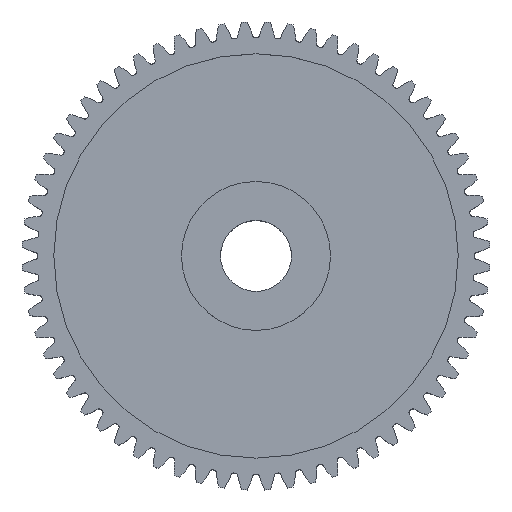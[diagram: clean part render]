
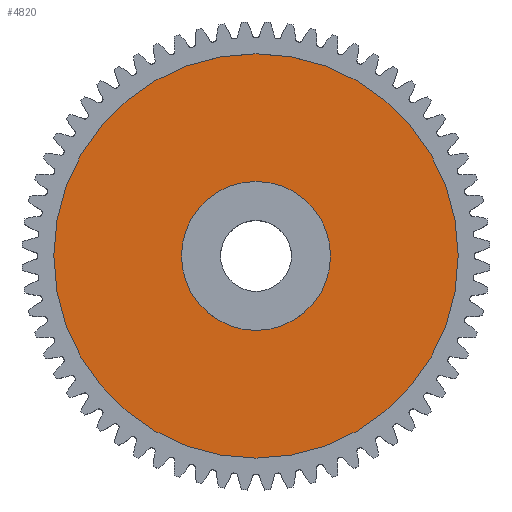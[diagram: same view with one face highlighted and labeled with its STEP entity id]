
A CAD part, top view. The second image highlights one B-rep face of the part: STEP entity #4820.
In plain terms, the highlighted planar face has unit normal (0, 0, 1).
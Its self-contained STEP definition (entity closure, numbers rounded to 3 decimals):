
#160 = ORIENTED_EDGE ( 'NONE', *, *, #5226, .F. ) ;
#4819 = EDGE_LOOP ( 'NONE', ( #5090, #5100 ) ) ;
#4820 = ADVANCED_FACE ( 'NONE', ( #13520, #13527 ), #13528, .F. ) ;
#5082 = VERTEX_POINT ( 'NONE', #14129 ) ;
#5090 = ORIENTED_EDGE ( 'NONE', *, *, #5272, .T. ) ;
#5096 = EDGE_CURVE ( 'NONE', #5223, #5082, #13995, .T. ) ;
#5097 = EDGE_LOOP ( 'NONE', ( #5106, #160 ) ) ;
#5100 = ORIENTED_EDGE ( 'NONE', *, *, #5102, .T. ) ;
#5102 = EDGE_CURVE ( 'NONE', #5117, #5260, #13986, .T. ) ;
#5106 = ORIENTED_EDGE ( 'NONE', *, *, #5096, .F. ) ;
#5117 = VERTEX_POINT ( 'NONE', #14040 ) ;
#5223 = VERTEX_POINT ( 'NONE', #14333 ) ;
#5226 = EDGE_CURVE ( 'NONE', #5082, #5223, #14330, .T. ) ;
#5260 = VERTEX_POINT ( 'NONE', #14272 ) ;
#5272 = EDGE_CURVE ( 'NONE', #5260, #5117, #14258, .T. ) ;
#13515 = CARTESIAN_POINT ( 'NONE',  ( 0., 0., 6.8 ) ) ;
#13516 = AXIS2_PLACEMENT_3D ( 'NONE', #13515, #13569, #13568 ) ;
#13520 = FACE_BOUND ( 'NONE', #4819, .T. ) ;
#13527 = FACE_OUTER_BOUND ( 'NONE', #5097, .T. ) ;
#13528 = PLANE ( 'NONE',  #13516 ) ;
#13568 = DIRECTION ( 'NONE',  ( -1., 0., 0. ) ) ;
#13569 = DIRECTION ( 'NONE',  ( 0., 0., -1. ) ) ;
#13982 = DIRECTION ( 'NONE',  ( -1., 0., 0. ) ) ;
#13983 = DIRECTION ( 'NONE',  ( 0., 0., -1. ) ) ;
#13986 = CIRCLE ( 'NONE', #14001, 10.5 ) ;
#13988 = DIRECTION ( 'NONE',  ( -1., 0., 0. ) ) ;
#13989 = DIRECTION ( 'NONE',  ( 0., 0., -1. ) ) ;
#13990 = CARTESIAN_POINT ( 'NONE',  ( 0., 0., 6.8 ) ) ;
#13991 = AXIS2_PLACEMENT_3D ( 'NONE', #13990, #13989, #13988 ) ;
#13995 = CIRCLE ( 'NONE', #13991, 28.5 ) ;
#14000 = CARTESIAN_POINT ( 'NONE',  ( 0., 0., 6.8 ) ) ;
#14001 = AXIS2_PLACEMENT_3D ( 'NONE', #14000, #13983, #13982 ) ;
#14040 = CARTESIAN_POINT ( 'NONE',  ( 10.5, 0., 6.8 ) ) ;
#14129 = CARTESIAN_POINT ( 'NONE',  ( 28.5, 0., 6.8 ) ) ;
#14239 = DIRECTION ( 'NONE',  ( -1., 0., 0. ) ) ;
#14240 = DIRECTION ( 'NONE',  ( 0., 0., -1. ) ) ;
#14241 = CARTESIAN_POINT ( 'NONE',  ( 0., 0., 6.8 ) ) ;
#14242 = AXIS2_PLACEMENT_3D ( 'NONE', #14241, #14240, #14239 ) ;
#14258 = CIRCLE ( 'NONE', #14306, 10.5 ) ;
#14272 = CARTESIAN_POINT ( 'NONE',  ( -10.5, 0., 6.8 ) ) ;
#14295 = CARTESIAN_POINT ( 'NONE',  ( 0., 0., 6.8 ) ) ;
#14306 = AXIS2_PLACEMENT_3D ( 'NONE', #14295, #14314, #14313 ) ;
#14313 = DIRECTION ( 'NONE',  ( -1., 0., 0. ) ) ;
#14314 = DIRECTION ( 'NONE',  ( 0., 0., -1. ) ) ;
#14330 = CIRCLE ( 'NONE', #14242, 28.5 ) ;
#14333 = CARTESIAN_POINT ( 'NONE',  ( -28.5, 0., 6.8 ) ) ;
